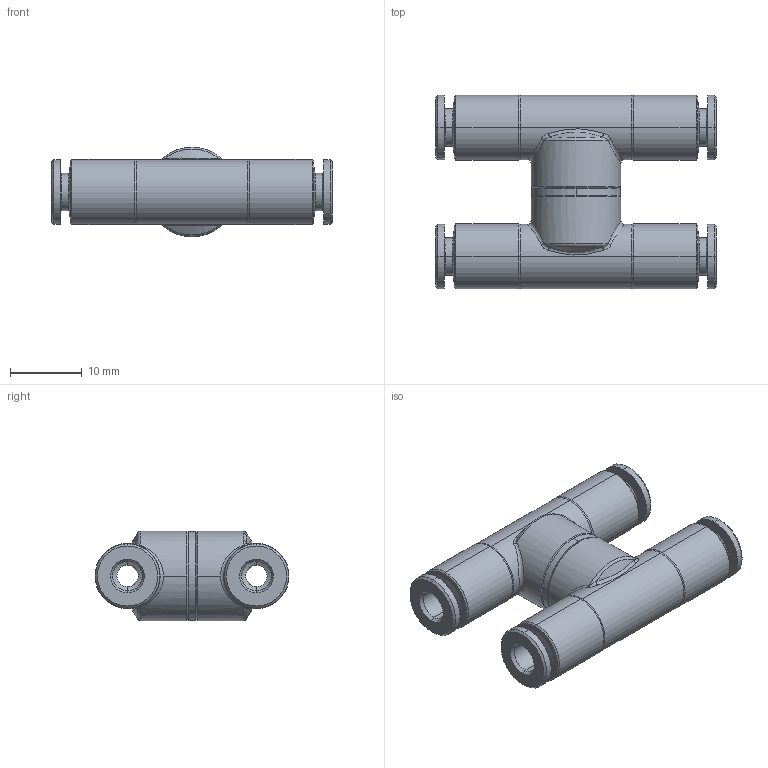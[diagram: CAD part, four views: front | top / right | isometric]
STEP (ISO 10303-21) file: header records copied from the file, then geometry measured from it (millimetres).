
FILE_DESCRIPTION(( 'RT.46.04.04.STEP' ), '1');
FILE_NAME( 'RT.46.04.04.STEP', '2018-10-09T16:00:56',( 'Sopra'),('sopra-pneumatic.com'), 'SwSTEP 2.0','SolidWorks 2009','' );
FILE_SCHEMA (( 'CONFIG_CONTROL_DESIGN' ));
Length unit declared in the file: millimetre
Products named in the file (1): A0361010
Bounding box: 39.2 x 27.1 x 12.5 mm (x, y, z)
Volume: 4855.5 mm3; surface area: 4179.2 mm2
Topology: 1 solids, 1 shells, 152 faces, 324 edges, 184 vertices
Faces by surface type: cone 56, cylinder 50, plane 18, bspline 16, torus 12
Entity records: 6625 total; most frequent: CARTESIAN_POINT 3269, DIRECTION 734, ORIENTED_EDGE 648, EDGE_CURVE 324, AXIS2_PLACEMENT_3D 313, VERTEX_POINT 184, CIRCLE 176, EDGE_LOOP 168
